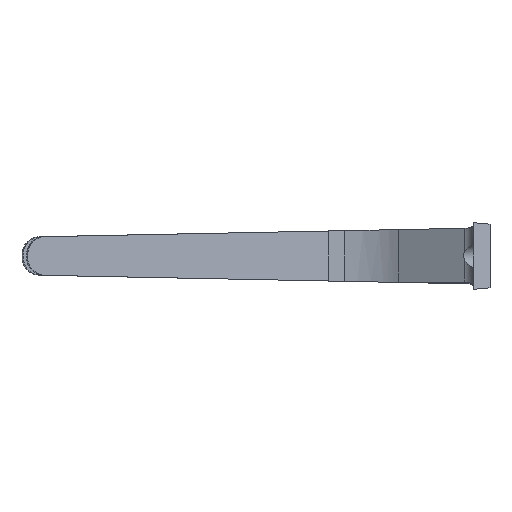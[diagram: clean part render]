
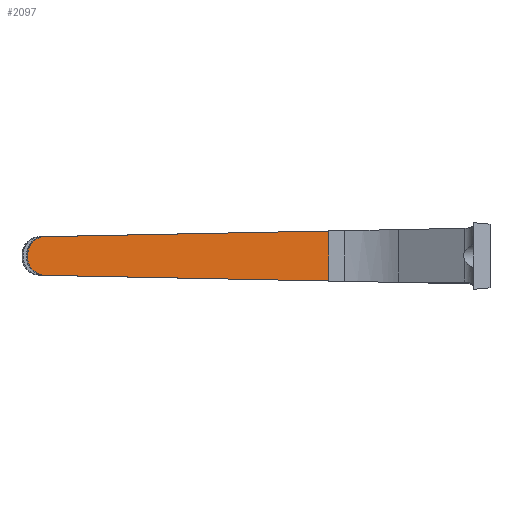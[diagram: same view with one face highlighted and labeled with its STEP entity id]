
A CAD part, left-side view. The second image highlights one B-rep face of the part: STEP entity #2097.
In plain terms, the highlighted planar face has unit normal (-0.99, -0.144, 0).
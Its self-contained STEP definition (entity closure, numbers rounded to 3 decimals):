
#59 = VERTEX_POINT ( 'NONE', #8482 ) ;
#176 = CARTESIAN_POINT ( 'NONE',  ( -12.812, 128.454, -0.379 ) ) ;
#310 = ORIENTED_EDGE ( 'NONE', *, *, #6441, .F. ) ;
#709 = DIRECTION ( 'NONE',  ( -0.144, 0.989, -0.02 ) ) ;
#922 = LINE ( 'NONE', #7861, #10483 ) ;
#1279 = CARTESIAN_POINT ( 'NONE',  ( -12.104, 123.604, -5.378 ) ) ;
#1286 =( BOUNDED_CURVE ( )  B_SPLINE_CURVE ( 3, ( #7915, #10004, #4210, #4107 ),
 .UNSPECIFIED., .F., .F. ) 
 B_SPLINE_CURVE_WITH_KNOTS ( ( 4, 4 ),
 ( 4.513, 6.064 ),
 .UNSPECIFIED. ) 
 CURVE ( )  GEOMETRIC_REPRESENTATION_ITEM ( )  RATIONAL_B_SPLINE_CURVE ( ( 1., 0.809, 0.809, 1. ) ) 
 REPRESENTATION_ITEM ( '' )  );
#1297 = EDGE_CURVE ( 'NONE', #3886, #8462, #8203, .T. ) ;
#1326 = ORIENTED_EDGE ( 'NONE', *, *, #1494, .T. ) ;
#1494 = EDGE_CURVE ( 'NONE', #8462, #3650, #1286, .T. ) ;
#1760 = CARTESIAN_POINT ( 'NONE',  ( -12.812, 128.454, 0.379 ) ) ;
#1913 = DIRECTION ( 'NONE',  ( 0., 0., 1. ) ) ;
#2097 = ADVANCED_FACE ( 'NONE', ( #6419 ), #2328, .T. ) ;
#2328 = PLANE ( 'NONE',  #3436 ) ;
#2535 = ORIENTED_EDGE ( 'NONE', *, *, #1297, .T. ) ;
#2773 = ORIENTED_EDGE ( 'NONE', *, *, #10378, .F. ) ;
#3054 = ORIENTED_EDGE ( 'NONE', *, *, #8223, .T. ) ;
#3271 = EDGE_LOOP ( 'NONE', ( #310, #3054, #2773, #9388, #2535, #1326 ) ) ;
#3288 = LINE ( 'NONE', #5831, #7871 ) ;
#3311 = CARTESIAN_POINT ( 'NONE',  ( -0.622, 44.87, 6.948 ) ) ;
#3436 = AXIS2_PLACEMENT_3D ( 'NONE', #10824, #6477, #9877 ) ;
#3458 = VERTEX_POINT ( 'NONE', #1279 ) ;
#3533 = LINE ( 'NONE', #4484, #4253 ) ;
#3650 = VERTEX_POINT ( 'NONE', #1760 ) ;
#3886 = VERTEX_POINT ( 'NONE', #3311 ) ;
#4107 = CARTESIAN_POINT ( 'NONE',  ( -12.812, 128.454, 0.379 ) ) ;
#4210 = CARTESIAN_POINT ( 'NONE',  ( -12.812, 128.454, 3.262 ) ) ;
#4253 = VECTOR ( 'NONE', #10380, 1000. ) ;
#4337 = CARTESIAN_POINT ( 'NONE',  ( -12.812, 128.454, -0.379 ) ) ;
#4484 = CARTESIAN_POINT ( 'NONE',  ( -12.825, 128.548, -5.28 ) ) ;
#4783 = VECTOR ( 'NONE', #709, 1000. ) ;
#5398 =( BOUNDED_CURVE ( )  B_SPLINE_CURVE ( 3, ( #4337, #6890, #10291, #10458 ),
 .UNSPECIFIED., .F., .F. ) 
 B_SPLINE_CURVE_WITH_KNOTS ( ( 4, 4 ),
 ( 3.361, 4.912 ),
 .UNSPECIFIED. ) 
 CURVE ( )  GEOMETRIC_REPRESENTATION_ITEM ( )  RATIONAL_B_SPLINE_CURVE ( ( 1., 0.809, 0.809, 1. ) ) 
 REPRESENTATION_ITEM ( '' )  );
#5565 = EDGE_CURVE ( 'NONE', #59, #3886, #3288, .T. ) ;
#5655 = VERTEX_POINT ( 'NONE', #176 ) ;
#5831 = CARTESIAN_POINT ( 'NONE',  ( -0.622, 44.87, -0.5 ) ) ;
#6419 = FACE_OUTER_BOUND ( 'NONE', #3271, .T. ) ;
#6441 = EDGE_CURVE ( 'NONE', #5655, #3650, #922, .T. ) ;
#6477 = DIRECTION ( 'NONE',  ( -0.99, -0.144, 0. ) ) ;
#6890 = CARTESIAN_POINT ( 'NONE',  ( -12.812, 128.454, -3.262 ) ) ;
#7585 = CARTESIAN_POINT ( 'NONE',  ( -12.104, 123.604, 5.378 ) ) ;
#7861 = CARTESIAN_POINT ( 'NONE',  ( -12.812, 128.454, -0.5 ) ) ;
#7871 = VECTOR ( 'NONE', #8396, 1000. ) ;
#7915 = CARTESIAN_POINT ( 'NONE',  ( -12.104, 123.604, 5.378 ) ) ;
#8203 = LINE ( 'NONE', #10932, #4783 ) ;
#8223 = EDGE_CURVE ( 'NONE', #5655, #3458, #5398, .T. ) ;
#8396 = DIRECTION ( 'NONE',  ( 0., 0., 1. ) ) ;
#8462 = VERTEX_POINT ( 'NONE', #7585 ) ;
#8482 = CARTESIAN_POINT ( 'NONE',  ( -0.622, 44.87, -6.948 ) ) ;
#9388 = ORIENTED_EDGE ( 'NONE', *, *, #5565, .T. ) ;
#9877 = DIRECTION ( 'NONE',  ( -0.144, 0.99, 0. ) ) ;
#10004 = CARTESIAN_POINT ( 'NONE',  ( -12.52, 126.457, 5.321 ) ) ;
#10291 = CARTESIAN_POINT ( 'NONE',  ( -12.52, 126.457, -5.321 ) ) ;
#10378 = EDGE_CURVE ( 'NONE', #59, #3458, #3533, .T. ) ;
#10380 = DIRECTION ( 'NONE',  ( -0.144, 0.989, 0.02 ) ) ;
#10458 = CARTESIAN_POINT ( 'NONE',  ( -12.104, 123.604, -5.378 ) ) ;
#10483 = VECTOR ( 'NONE', #1913, 1000. ) ;
#10824 = CARTESIAN_POINT ( 'NONE',  ( -12.812, 128.454, -0.5 ) ) ;
#10932 = CARTESIAN_POINT ( 'NONE',  ( -12.828, 128.567, 5.279 ) ) ;
